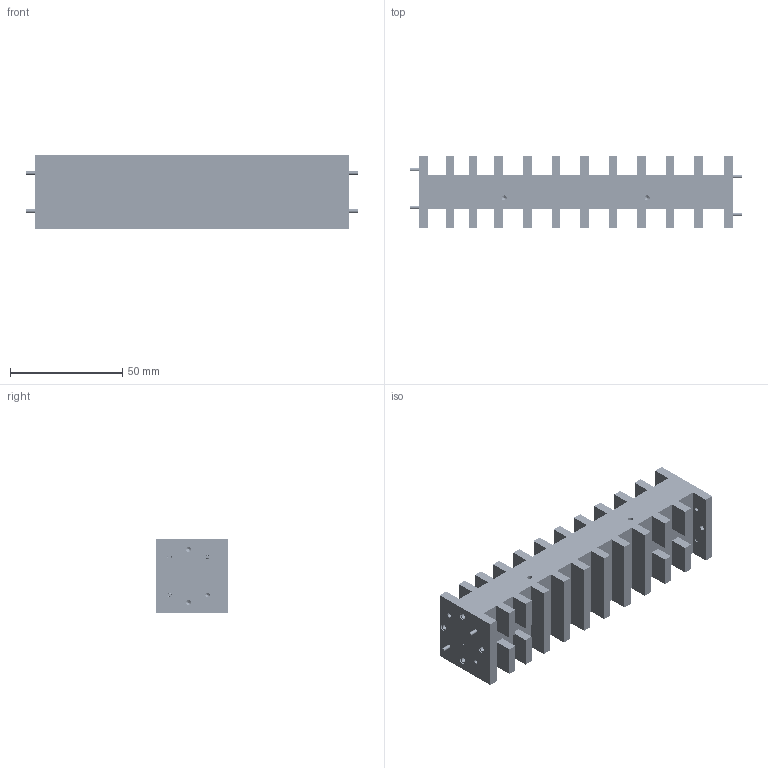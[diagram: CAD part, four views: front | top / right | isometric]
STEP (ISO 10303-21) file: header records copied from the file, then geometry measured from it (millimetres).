
FILE_DESCRIPTION (( 'STEP AP203' ), '1' );
FILE_NAME ('STA-XX-22-FS-40.STEP', '2018-08-30T18:30:34', ( '' ), ( '' ), 'SwSTEP 2.0', 'SolidWorks 2016', '' );
FILE_SCHEMA (( 'CONFIG_CONTROL_DESIGN' ));
Length unit declared in the file: inch
Products named in the file (1): STA-XX-22-FS-40
Bounding box: 147.64 x 31.75 x 33.02 mm (x, y, z)
Volume: 93631.4 mm3; surface area: 54730.5 mm2
Topology: 28 solids, 28 shells, 2331 faces, 6169 edges, 3928 vertices
Faces by surface type: cylinder 1521, plane 397, cone 371, bspline 42
Entity records: 102387 total; most frequent: CARTESIAN_POINT 52473, ORIENTED_EDGE 12206, DIRECTION 8780, EDGE_CURVE 6103, VERTEX_POINT 3928, AXIS2_PLACEMENT_3D 3180, EDGE_LOOP 2489, LINE 2420
